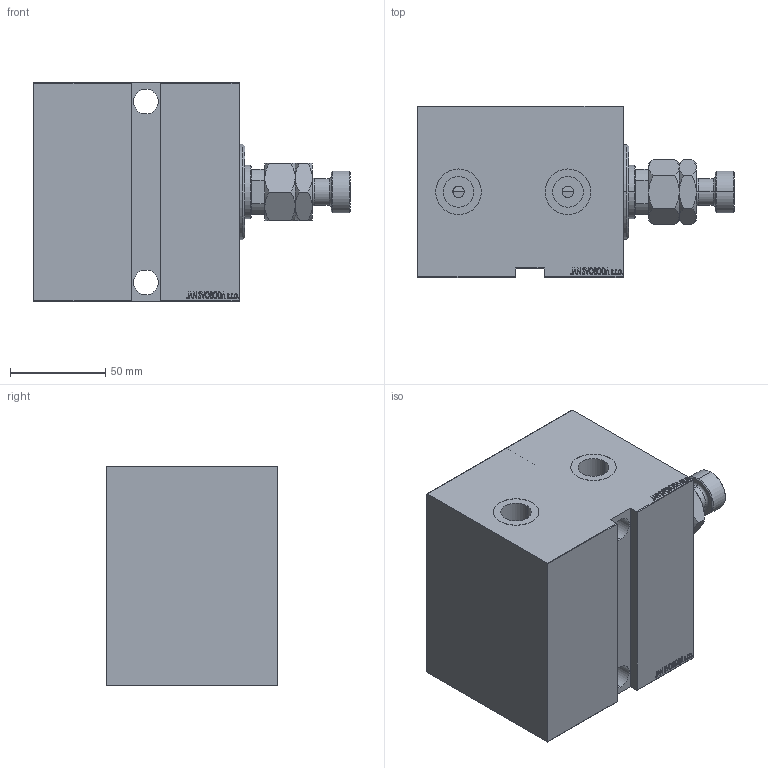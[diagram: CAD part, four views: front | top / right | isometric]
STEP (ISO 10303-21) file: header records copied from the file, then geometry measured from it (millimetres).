
FILE_DESCRIPTION (( 'STEP AP203' ), '1' );
FILE_NAME ('8b4a.STEP', '2022-04-17T05:51:22', ( '' ), ( '' ), 'SwSTEP 2.0', 'SolidWorks 2019', '' );
FILE_SCHEMA (( 'CONFIG_CONTROL_DESIGN' ));
Length unit declared in the file: millimetre
Products named in the file (5): MFA 6cb63f1c9b206d5b32221c01a982135b; 8b4a; V450CM_VC_B 6cb63f1c9b206d5b32221c01a982135b; V450CM_E_Body 6cb63f1c9b206d5b32221c01a982135b; V450CM_E_VCP 6cb63f1c9b206d5b32221c01a982135b
Assembly tree (4 placements, depth 2):
  8b4a
    V450CM_E_Body 6cb63f1c9b206d5b32221c01a982135b
    V450CM_E_VCP 6cb63f1c9b206d5b32221c01a982135b
    V450CM_VC_B 6cb63f1c9b206d5b32221c01a982135b
    MFA 6cb63f1c9b206d5b32221c01a982135b
Bounding box: 166.5 x 90 x 115 mm (x, y, z)
Volume: 986552.7 mm3; surface area: 134687.7 mm2
Topology: 4 solids, 4 shells, 920 faces, 2335 edges, 1536 vertices
Faces by surface type: plane 432, bspline 380, cylinder 62, cone 42, torus 4
Entity records: 45262 total; most frequent: CARTESIAN_POINT 25118, ORIENTED_EDGE 4666, DIRECTION 2773, EDGE_CURVE 2333, VERTEX_POINT 1536, LINE 1343, VECTOR 1343, EDGE_LOOP 1045
